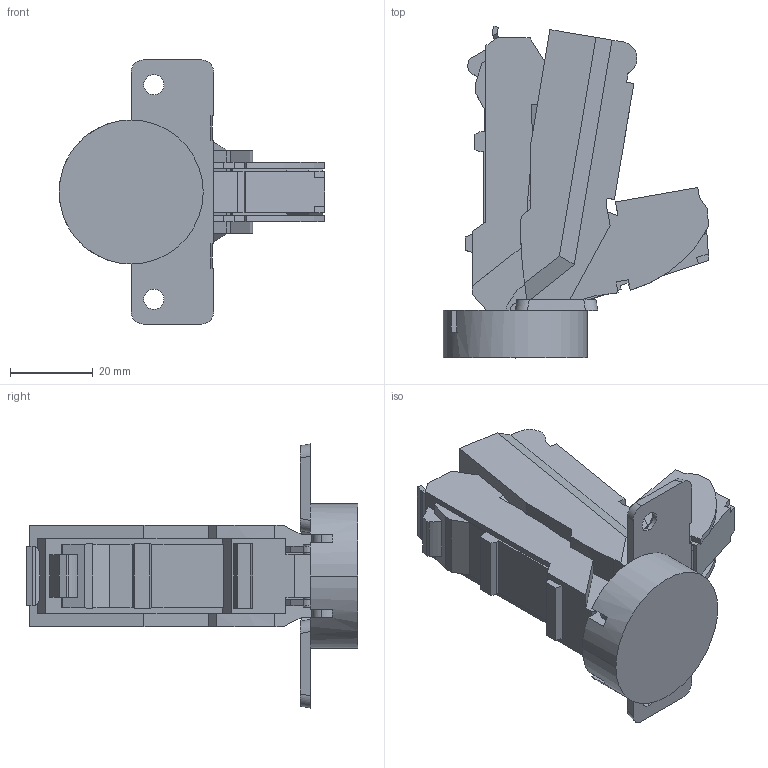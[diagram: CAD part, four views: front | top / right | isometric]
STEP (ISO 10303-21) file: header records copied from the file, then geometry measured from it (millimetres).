
FILE_DESCRIPTION((''),'2;1');
FILE_NAME('702-0GM0-SD3DCL','2022-11-09T12:55:38',('marino.prodan'),('Audax d.o.o.'),'CREO PARAMETRIC BY PTC INC, 2021304','CREO PARAMETRIC BY PTC INC, 2021304','');
FILE_SCHEMA(('AUTOMOTIVE_DESIGN { 1 0 10303 214 1 1 1 1 }'));
Length unit declared in the file: millimetre
Products named in the file (1): 702-0GM0-SD3DCL
Bounding box: 64.38 x 80.41 x 64 mm (x, y, z)
Volume: 57404.8 mm3; surface area: 22080 mm2
Topology: 1 solids, 1 shells, 331 faces, 989 edges, 660 vertices
Faces by surface type: plane 263, cylinder 53, cone 10, sphere 4, torus 1
Entity records: 14666 total; most frequent: CARTESIAN_POINT 2288, ORIENTED_EDGE 1978, DIRECTION 1742, PRESENTATION_STYLE_ASSIGNMENT 990, STYLED_ITEM 990, CURVE_STYLE 989, EDGE_CURVE 989, VECTOR 790
